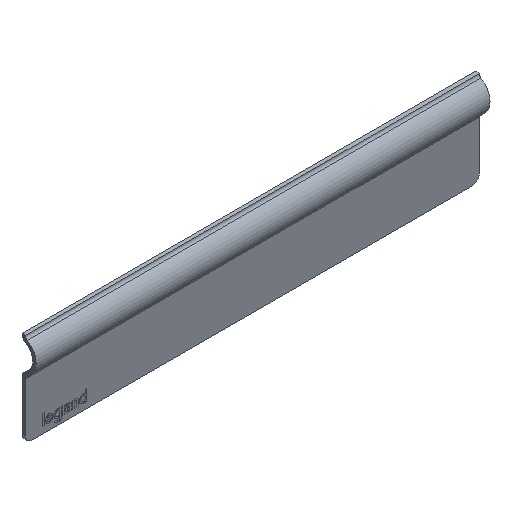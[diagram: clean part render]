
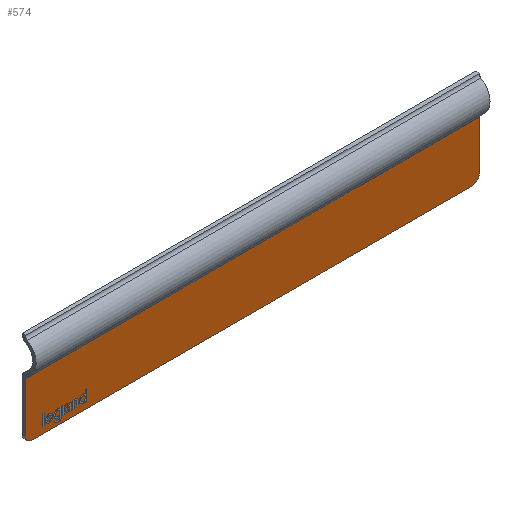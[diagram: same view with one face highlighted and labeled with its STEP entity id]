
A CAD part, isometric view. The second image highlights one B-rep face of the part: STEP entity #574.
In plain terms, the highlighted planar face has unit normal (0, -1, 0).
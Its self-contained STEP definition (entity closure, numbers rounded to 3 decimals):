
#49=PLANE('',#599);
#63=FACE_OUTER_BOUND('',#84,.T.);
#84=EDGE_LOOP('',(#441,#442,#443,#444,#445,#446));
#112=LINE('',#844,#172);
#113=LINE('',#848,#173);
#114=LINE('',#852,#174);
#115=LINE('',#853,#175);
#172=VECTOR('',#668,1.);
#173=VECTOR('',#671,1.);
#174=VECTOR('',#674,1.);
#175=VECTOR('',#675,1.);
#229=CIRCLE('',#600,3.);
#230=CIRCLE('',#601,3.);
#261=VERTEX_POINT('',#842);
#262=VERTEX_POINT('',#843);
#263=VERTEX_POINT('',#845);
#264=VERTEX_POINT('',#847);
#265=VERTEX_POINT('',#849);
#266=VERTEX_POINT('',#851);
#345=EDGE_CURVE('',#261,#262,#112,.T.);
#346=EDGE_CURVE('',#261,#263,#229,.T.);
#347=EDGE_CURVE('',#264,#263,#113,.F.);
#348=EDGE_CURVE('',#265,#264,#230,.T.);
#349=EDGE_CURVE('',#265,#266,#114,.T.);
#350=EDGE_CURVE('',#262,#266,#115,.T.);
#441=ORIENTED_EDGE('',*,*,#345,.F.);
#442=ORIENTED_EDGE('',*,*,#346,.T.);
#443=ORIENTED_EDGE('',*,*,#347,.F.);
#444=ORIENTED_EDGE('',*,*,#348,.F.);
#445=ORIENTED_EDGE('',*,*,#349,.T.);
#446=ORIENTED_EDGE('',*,*,#350,.F.);
#574=ADVANCED_FACE('',(#63),#49,.F.);
#599=AXIS2_PLACEMENT_3D('',#841,#666,#667);
#600=AXIS2_PLACEMENT_3D('',#846,#669,#670);
#601=AXIS2_PLACEMENT_3D('',#850,#672,#673);
#666=DIRECTION('center_axis',(0.,1.,0.));
#667=DIRECTION('ref_axis',(0.,0.,1.));
#668=DIRECTION('',(0.,0.,1.));
#669=DIRECTION('center_axis',(0.,-1.,0.));
#670=DIRECTION('ref_axis',(-1.,0.,0.));
#671=DIRECTION('',(1.,0.,0.));
#672=DIRECTION('center_axis',(0.,1.,0.));
#673=DIRECTION('ref_axis',(0.,0.,-1.));
#674=DIRECTION('',(0.,0.,1.));
#675=DIRECTION('',(1.,0.,0.));
#841=CARTESIAN_POINT('Origin',(206.088,4.556,-27.));
#842=CARTESIAN_POINT('',(6.088,4.556,0.));
#843=CARTESIAN_POINT('',(6.088,4.556,21.773));
#844=CARTESIAN_POINT('',(6.088,4.556,10.886));
#845=CARTESIAN_POINT('',(9.088,4.556,-3.));
#846=CARTESIAN_POINT('Origin',(9.088,4.556,0.));
#847=CARTESIAN_POINT('',(203.088,4.556,-3.));
#848=CARTESIAN_POINT('',(156.088,4.556,-3.));
#849=CARTESIAN_POINT('',(206.088,4.556,0.));
#850=CARTESIAN_POINT('Origin',(203.088,4.556,0.));
#851=CARTESIAN_POINT('',(206.088,4.556,21.773));
#852=CARTESIAN_POINT('',(206.088,4.556,-2.614));
#853=CARTESIAN_POINT('',(156.088,4.556,21.773));
